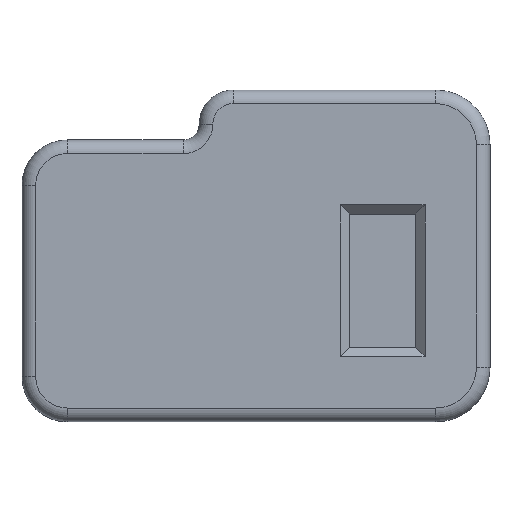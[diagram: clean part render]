
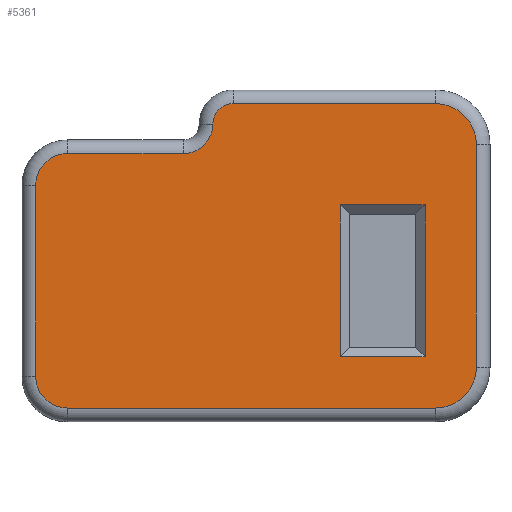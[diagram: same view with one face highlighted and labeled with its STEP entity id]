
A CAD part, top view. The second image highlights one B-rep face of the part: STEP entity #5361.
In plain terms, the highlighted planar face has unit normal (0, 0, 1).
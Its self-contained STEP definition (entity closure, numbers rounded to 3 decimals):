
#84=FACE_BOUND('',#1083,.T.);
#205=PLANE('',#5868);
#448=CIRCLE('',#5869,9.);
#449=CIRCLE('',#5870,4.5);
#450=CIRCLE('',#5871,6.5);
#451=CIRCLE('',#5872,7.);
#452=CIRCLE('',#5873,7.);
#453=CIRCLE('',#5874,9.);
#742=FACE_OUTER_BOUND('',#1082,.T.);
#1082=EDGE_LOOP('',(#4528,#4529,#4530,#4531,#4532,#4533,#4534,#4535,#4536,
#4537,#4538));
#1083=EDGE_LOOP('',(#4539,#4540,#4541,#4542));
#1545=LINE('',#9033,#2044);
#1548=LINE('',#9038,#2047);
#1551=LINE('',#9043,#2050);
#1552=LINE('',#9045,#2051);
#1553=LINE('',#9049,#2052);
#1554=LINE('',#9053,#2053);
#1555=LINE('',#9059,#2054);
#1556=LINE('',#9063,#2055);
#1557=LINE('',#9067,#2056);
#2044=VECTOR('',#7181,10.);
#2047=VECTOR('',#7186,10.);
#2050=VECTOR('',#7191,10.);
#2051=VECTOR('',#7194,10.);
#2052=VECTOR('',#7197,10.);
#2053=VECTOR('',#7200,10.);
#2054=VECTOR('',#7205,10.);
#2055=VECTOR('',#7208,10.);
#2056=VECTOR('',#7211,10.);
#2549=VERTEX_POINT('',#9031);
#2550=VERTEX_POINT('',#9032);
#2551=VERTEX_POINT('',#9037);
#2552=VERTEX_POINT('',#9041);
#2553=VERTEX_POINT('',#9047);
#2554=VERTEX_POINT('',#9048);
#2555=VERTEX_POINT('',#9050);
#2556=VERTEX_POINT('',#9052);
#2557=VERTEX_POINT('',#9054);
#2558=VERTEX_POINT('',#9056);
#2559=VERTEX_POINT('',#9058);
#2560=VERTEX_POINT('',#9060);
#2561=VERTEX_POINT('',#9062);
#2562=VERTEX_POINT('',#9064);
#2563=VERTEX_POINT('',#9066);
#3227=EDGE_CURVE('',#2549,#2550,#1545,.T.);
#3230=EDGE_CURVE('',#2550,#2551,#1548,.T.);
#3233=EDGE_CURVE('',#2552,#2549,#1551,.T.);
#3234=EDGE_CURVE('',#2551,#2552,#1552,.T.);
#3235=EDGE_CURVE('',#2553,#2554,#1553,.T.);
#3236=EDGE_CURVE('',#2555,#2553,#448,.T.);
#3237=EDGE_CURVE('',#2556,#2555,#1554,.T.);
#3238=EDGE_CURVE('',#2557,#2556,#449,.T.);
#3239=EDGE_CURVE('',#2558,#2557,#450,.T.);
#3240=EDGE_CURVE('',#2559,#2558,#1555,.T.);
#3241=EDGE_CURVE('',#2560,#2559,#451,.T.);
#3242=EDGE_CURVE('',#2561,#2560,#1556,.T.);
#3243=EDGE_CURVE('',#2562,#2561,#452,.T.);
#3244=EDGE_CURVE('',#2563,#2562,#1557,.T.);
#3245=EDGE_CURVE('',#2554,#2563,#453,.T.);
#4528=ORIENTED_EDGE('',*,*,#3235,.F.);
#4529=ORIENTED_EDGE('',*,*,#3236,.F.);
#4530=ORIENTED_EDGE('',*,*,#3237,.F.);
#4531=ORIENTED_EDGE('',*,*,#3238,.F.);
#4532=ORIENTED_EDGE('',*,*,#3239,.F.);
#4533=ORIENTED_EDGE('',*,*,#3240,.F.);
#4534=ORIENTED_EDGE('',*,*,#3241,.F.);
#4535=ORIENTED_EDGE('',*,*,#3242,.F.);
#4536=ORIENTED_EDGE('',*,*,#3243,.F.);
#4537=ORIENTED_EDGE('',*,*,#3244,.F.);
#4538=ORIENTED_EDGE('',*,*,#3245,.F.);
#4539=ORIENTED_EDGE('',*,*,#3227,.F.);
#4540=ORIENTED_EDGE('',*,*,#3233,.F.);
#4541=ORIENTED_EDGE('',*,*,#3234,.F.);
#4542=ORIENTED_EDGE('',*,*,#3230,.F.);
#5361=ADVANCED_FACE('',(#742,#84),#205,.T.);
#5868=AXIS2_PLACEMENT_3D('',#9046,#7195,#7196);
#5869=AXIS2_PLACEMENT_3D('',#9051,#7198,#7199);
#5870=AXIS2_PLACEMENT_3D('',#9055,#7201,#7202);
#5871=AXIS2_PLACEMENT_3D('',#9057,#7203,#7204);
#5872=AXIS2_PLACEMENT_3D('',#9061,#7206,#7207);
#5873=AXIS2_PLACEMENT_3D('',#9065,#7209,#7210);
#5874=AXIS2_PLACEMENT_3D('',#9068,#7212,#7213);
#7181=DIRECTION('',(0.,-1.,0.));
#7186=DIRECTION('',(1.,0.,0.));
#7191=DIRECTION('',(-1.,0.,0.));
#7194=DIRECTION('',(0.,1.,0.));
#7195=DIRECTION('center_axis',(0.,0.,
1.));
#7196=DIRECTION('ref_axis',(-1.,0.,0.));
#7197=DIRECTION('',(0.,-1.,0.));
#7198=DIRECTION('center_axis',(0.,0.,
-1.));
#7199=DIRECTION('ref_axis',(0.707,0.707,0.));
#7200=DIRECTION('',(1.,0.,0.));
#7201=DIRECTION('center_axis',(0.,0.,
-1.));
#7202=DIRECTION('ref_axis',(-0.707,0.707,0.));
#7203=DIRECTION('center_axis',(0.,0.,
1.));
#7204=DIRECTION('ref_axis',(0.707,-0.707,0.));
#7205=DIRECTION('',(1.,0.,0.));
#7206=DIRECTION('center_axis',(0.,0.,
-1.));
#7207=DIRECTION('ref_axis',(-0.707,0.707,0.));
#7208=DIRECTION('',(0.,1.,0.));
#7209=DIRECTION('center_axis',(0.,0.,
-1.));
#7210=DIRECTION('ref_axis',(-0.707,-0.707,0.));
#7211=DIRECTION('',(-1.,0.,0.));
#7212=DIRECTION('center_axis',(0.,0.,
-1.));
#7213=DIRECTION('ref_axis',(0.707,-0.707,0.));
#9031=CARTESIAN_POINT('',(61.,38.71,42.));
#9032=CARTESIAN_POINT('',(61.,5.29,42.));
#9033=CARTESIAN_POINT('',(61.,17.395,42.));
#9037=CARTESIAN_POINT('',(79.7,5.29,42.));
#9038=CARTESIAN_POINT('',(60.1,5.29,42.));
#9041=CARTESIAN_POINT('',(79.7,38.71,42.));
#9043=CARTESIAN_POINT('',(52.75,38.71,42.));
#9045=CARTESIAN_POINT('',(79.7,32.105,42.));
#9046=CARTESIAN_POINT('Origin',(42.5,27.5,42.));
#9047=CARTESIAN_POINT('',(91.,52.,42.));
#9048=CARTESIAN_POINT('',(91.,3.,42.));
#9049=CARTESIAN_POINT('',(91.,15.25,42.));
#9050=CARTESIAN_POINT('',(82.,61.,42.));
#9051=CARTESIAN_POINT('Origin',(82.,52.,42.));
#9052=CARTESIAN_POINT('',(37.5,61.,42.));
#9053=CARTESIAN_POINT('',(62.25,61.,42.));
#9054=CARTESIAN_POINT('',(33.,56.5,42.));
#9055=CARTESIAN_POINT('Origin',(37.5,56.5,42.));
#9056=CARTESIAN_POINT('',(26.5,50.,42.));
#9057=CARTESIAN_POINT('Origin',(26.5,56.5,42.));
#9058=CARTESIAN_POINT('',(1.,50.,42.));
#9059=CARTESIAN_POINT('',(34.5,50.,42.));
#9060=CARTESIAN_POINT('',(-6.,43.,42.));
#9061=CARTESIAN_POINT('Origin',(1.,43.,42.));
#9062=CARTESIAN_POINT('',(-6.,1.,42.));
#9063=CARTESIAN_POINT('',(-6.,35.25,42.));
#9064=CARTESIAN_POINT('',(1.,-6.,42.));
#9065=CARTESIAN_POINT('Origin',(1.,1.,42.));
#9066=CARTESIAN_POINT('',(82.,-6.,42.));
#9067=CARTESIAN_POINT('',(21.75,-6.,42.));
#9068=CARTESIAN_POINT('Origin',(82.,3.,42.));
